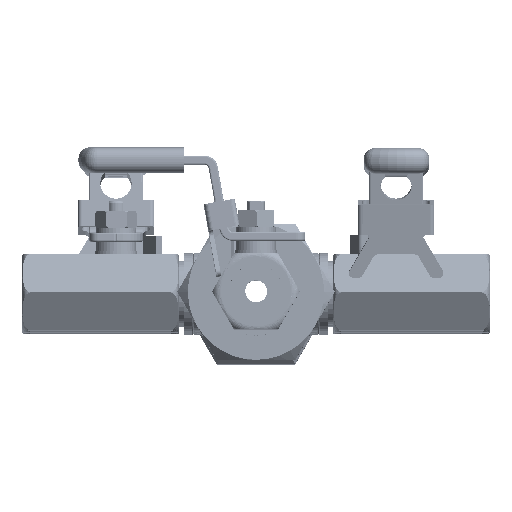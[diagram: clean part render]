
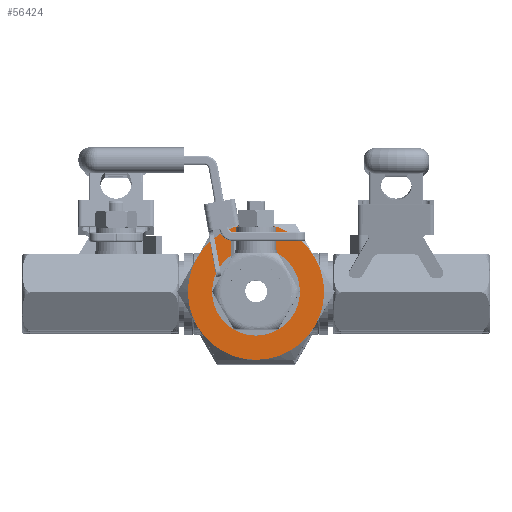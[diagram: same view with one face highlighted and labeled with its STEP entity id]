
A CAD part, top view. The second image highlights one B-rep face of the part: STEP entity #56424.
In plain terms, the highlighted planar face has unit normal (0, 0, 1).
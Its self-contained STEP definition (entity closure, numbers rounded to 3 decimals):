
#134 = AXIS2_PLACEMENT_3D ( 'NONE', #29574, #49429, #4139 ) ;
#499 = VERTEX_POINT ( 'NONE', #64980 ) ;
#2461 = DIRECTION ( 'NONE',  ( 0., 0., 1. ) ) ;
#3621 = EDGE_CURVE ( 'NONE', #9599, #36031, #4081, .T. ) ;
#4074 = DIRECTION ( 'NONE',  ( 1., 0., 0. ) ) ;
#4081 = CIRCLE ( 'NONE', #60073, 15.2 ) ;
#4139 = DIRECTION ( 'NONE',  ( 1., 0., 0. ) ) ;
#6410 = AXIS2_PLACEMENT_3D ( 'NONE', #16170, #27371, #57472 ) ;
#7409 = CARTESIAN_POINT ( 'NONE',  ( -13.164, 7.6, 23.5 ) ) ;
#7698 = CARTESIAN_POINT ( 'NONE',  ( -15.2, 0., 23.5 ) ) ;
#9593 = DIRECTION ( 'NONE',  ( 0., 0., 1. ) ) ;
#9599 = VERTEX_POINT ( 'NONE', #11930 ) ;
#9925 = CARTESIAN_POINT ( 'NONE',  ( -13.164, -7.6, 23.5 ) ) ;
#10040 = ORIENTED_EDGE ( 'NONE', *, *, #37459, .F. ) ;
#10064 = DIRECTION ( 'NONE',  ( 0., 0., 1. ) ) ;
#11854 = FACE_BOUND ( 'NONE', #26252, .T. ) ;
#11930 = CARTESIAN_POINT ( 'NONE',  ( 13.164, -7.6, 23.5 ) ) ;
#13693 = DIRECTION ( 'NONE',  ( 1., 0., 0. ) ) ;
#13808 = CARTESIAN_POINT ( 'NONE',  ( 13.164, 7.6, 23.5 ) ) ;
#13926 = AXIS2_PLACEMENT_3D ( 'NONE', #26272, #2461, #52704 ) ;
#14697 = CARTESIAN_POINT ( 'NONE',  ( 0., 0., 23.5 ) ) ;
#14867 = AXIS2_PLACEMENT_3D ( 'NONE', #60975, #15666, #55978 ) ;
#14878 = AXIS2_PLACEMENT_3D ( 'NONE', #14697, #10064, #49061 ) ;
#15405 = ORIENTED_EDGE ( 'NONE', *, *, #3621, .T. ) ;
#15666 = DIRECTION ( 'NONE',  ( 0., 0., 1. ) ) ;
#15672 = AXIS2_PLACEMENT_3D ( 'NONE', #54657, #38807, #4074 ) ;
#15909 = CIRCLE ( 'NONE', #14867, 15.2 ) ;
#16170 = CARTESIAN_POINT ( 'NONE',  ( 0., 0., 23.5 ) ) ;
#17699 = CARTESIAN_POINT ( 'NONE',  ( 0., 15.2, 23.5 ) ) ;
#17842 = EDGE_CURVE ( 'NONE', #36031, #39243, #55085, .T. ) ;
#18534 = ORIENTED_EDGE ( 'NONE', *, *, #59217, .T. ) ;
#21229 = CIRCLE ( 'NONE', #134, 15.2 ) ;
#21276 = CARTESIAN_POINT ( 'NONE',  ( 0., 0., 23.5 ) ) ;
#21471 = FACE_OUTER_BOUND ( 'NONE', #31867, .T. ) ;
#21789 = VERTEX_POINT ( 'NONE', #45187 ) ;
#25992 = ORIENTED_EDGE ( 'NONE', *, *, #62297, .T. ) ;
#26252 = EDGE_LOOP ( 'NONE', ( #60880, #51581 ) ) ;
#26272 = CARTESIAN_POINT ( 'NONE',  ( 0., 0., 23.5 ) ) ;
#27371 = DIRECTION ( 'NONE',  ( 0., 0., 1. ) ) ;
#28984 = ORIENTED_EDGE ( 'NONE', *, *, #63241, .T. ) ;
#29574 = CARTESIAN_POINT ( 'NONE',  ( 0., 0., 23.5 ) ) ;
#30136 = PLANE ( 'NONE',  #6410 ) ;
#30415 = CIRCLE ( 'NONE', #15672, 9.8 ) ;
#30522 = DIRECTION ( 'NONE',  ( 0., 0., 1. ) ) ;
#31867 = EDGE_LOOP ( 'NONE', ( #15405, #45129, #10040, #25992, #18534, #52846, #28984 ) ) ;
#33678 = AXIS2_PLACEMENT_3D ( 'NONE', #21276, #30522, #51031 ) ;
#35153 = CIRCLE ( 'NONE', #61548, 15.2 ) ;
#36031 = VERTEX_POINT ( 'NONE', #13808 ) ;
#36282 = VERTEX_POINT ( 'NONE', #46848 ) ;
#37459 = EDGE_CURVE ( 'NONE', #45786, #39243, #35153, .T. ) ;
#38669 = DIRECTION ( 'NONE',  ( 0., 0., 1. ) ) ;
#38807 = DIRECTION ( 'NONE',  ( 0., 0., 1. ) ) ;
#39243 = VERTEX_POINT ( 'NONE', #17699 ) ;
#40413 = CIRCLE ( 'NONE', #53079, 15.2 ) ;
#41111 = VERTEX_POINT ( 'NONE', #9925 ) ;
#43362 = CIRCLE ( 'NONE', #14878, 15.2 ) ;
#45129 = ORIENTED_EDGE ( 'NONE', *, *, #17842, .T. ) ;
#45187 = CARTESIAN_POINT ( 'NONE',  ( -9.8, 0., 23.5 ) ) ;
#45318 = CARTESIAN_POINT ( 'NONE',  ( 0., 0., 23.5 ) ) ;
#45786 = VERTEX_POINT ( 'NONE', #7409 ) ;
#45898 = EDGE_CURVE ( 'NONE', #499, #21789, #30415, .T. ) ;
#46848 = CARTESIAN_POINT ( 'NONE',  ( 0., -15.2, 23.5 ) ) ;
#47081 = EDGE_CURVE ( 'NONE', #21789, #499, #61184, .T. ) ;
#48563 = CARTESIAN_POINT ( 'NONE',  ( 0., 0., 23.5 ) ) ;
#49061 = DIRECTION ( 'NONE',  ( 1., 0., 0. ) ) ;
#49429 = DIRECTION ( 'NONE',  ( 0., 0., 1. ) ) ;
#51031 = DIRECTION ( 'NONE',  ( 1., 0., 0. ) ) ;
#51581 = ORIENTED_EDGE ( 'NONE', *, *, #45898, .F. ) ;
#52704 = DIRECTION ( 'NONE',  ( 1., 0., 0. ) ) ;
#52846 = ORIENTED_EDGE ( 'NONE', *, *, #54570, .T. ) ;
#53079 = AXIS2_PLACEMENT_3D ( 'NONE', #45318, #9593, #60187 ) ;
#54570 = EDGE_CURVE ( 'NONE', #41111, #36282, #21229, .T. ) ;
#54657 = CARTESIAN_POINT ( 'NONE',  ( 0., 0., 23.5 ) ) ;
#55085 = CIRCLE ( 'NONE', #13926, 15.2 ) ;
#55978 = DIRECTION ( 'NONE',  ( 1., 0., 0. ) ) ;
#56261 = VERTEX_POINT ( 'NONE', #7698 ) ;
#56424 = ADVANCED_FACE ( 'NONE', ( #11854, #21471 ), #30136, .T. ) ;
#57472 = DIRECTION ( 'NONE',  ( 1., 0., 0. ) ) ;
#57990 = CARTESIAN_POINT ( 'NONE',  ( 0., 0., 23.5 ) ) ;
#59217 = EDGE_CURVE ( 'NONE', #56261, #41111, #40413, .T. ) ;
#60073 = AXIS2_PLACEMENT_3D ( 'NONE', #48563, #38669, #13693 ) ;
#60187 = DIRECTION ( 'NONE',  ( 1., 0., 0. ) ) ;
#60880 = ORIENTED_EDGE ( 'NONE', *, *, #47081, .F. ) ;
#60975 = CARTESIAN_POINT ( 'NONE',  ( 0., 0., 23.5 ) ) ;
#61184 = CIRCLE ( 'NONE', #33678, 9.8 ) ;
#61548 = AXIS2_PLACEMENT_3D ( 'NONE', #57990, #62664, #62004 ) ;
#62004 = DIRECTION ( 'NONE',  ( -1., 0., 0. ) ) ;
#62297 = EDGE_CURVE ( 'NONE', #45786, #56261, #15909, .T. ) ;
#62664 = DIRECTION ( 'NONE',  ( 0., 0., -1. ) ) ;
#63241 = EDGE_CURVE ( 'NONE', #36282, #9599, #43362, .T. ) ;
#64980 = CARTESIAN_POINT ( 'NONE',  ( 9.8, 0., 23.5 ) ) ;
